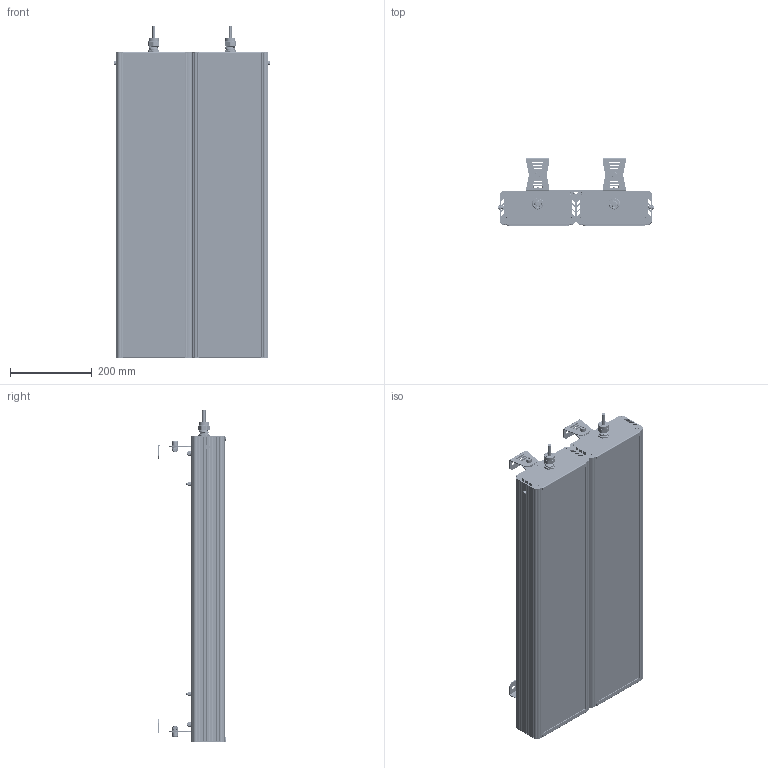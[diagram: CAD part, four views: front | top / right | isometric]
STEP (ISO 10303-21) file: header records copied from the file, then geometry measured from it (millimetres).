
FILE_DESCRIPTION(('STEP AP214'), '1');
FILE_NAME('001.0096.48.000 - ÃÑÏ-Ýêñòðà-Îïòèê-2Åõ-300(2Õ150)', '', ('UNSPECIFIED'), ('UNSPECIFIED'), 'C3D Converter', 'C3D Toolkit', '');
FILE_SCHEMA(('AUTOMOTIVE_DESIGN { 1 0 10303 214 3 1 1}'));
Length unit declared in the file: millimetre
Products named in the file (46): 001.0096.48.000; 001.0065.01.000; #3859; #3918; #3977; #4062
Assembly tree (94 placements, depth 4):
  001.0096.48.000
    (unnamed)  x2
      (unnamed)
      (unnamed)
      (unnamed)
      (unnamed)
      (unnamed)
      (unnamed)
      (unnamed)
      (unnamed)
      (unnamed)
      (unnamed)
        (unnamed)
        (unnamed)
        (unnamed)  x13
        (unnamed)
        (unnamed)
        (unnamed)
        (unnamed)
        (unnamed)
        (unnamed)
        (unnamed)
      (unnamed)
        (unnamed)
    001.0065.01.000  x4
      (unnamed)
      (unnamed)
      (unnamed)
      (unnamed)
      (unnamed)
      (unnamed)
      (unnamed)
      (unnamed)
      (unnamed)
    (unnamed)
    (unnamed)
    (unnamed)  x2
    (unnamed)  x2
      (unnamed)
      (unnamed)
      (unnamed)
      (unnamed)
      #3859
      #3918
      #3977
      #4062
Bounding box: 384.84 x 164.62 x 814 mm (x, y, z)
Volume: 5105787.1 mm3; surface area: 3821996.9 mm2
Topology: 1168 solids, 1168 shells, 15810 faces, 35458 edges, 23528 vertices
Faces by surface type: plane 11204, cylinder 3648, bspline 550, cone 362, sphere 32, torus 14
Full cylindrical faces by diameter (mm): 1 x32, 2 x64, 2.5 x128, 2.8 x800, 3.2 x32, 3.5 x192, 4 x26, 4.917 x8, 5 x4, 6 x18, 6.375 x4, 6.6 x8, 7 x4, 8 x32, 8.5 x16, 9 x416, 10 x2, 11 x8, 12 x4, 12.5 x2, 13 x2, 13.333 x4, 16 x10, 17 x2, 18 x2, 18.5 x2, 19 x2, 20 x2, 21.5 x2, 22 x4
Entity records: 113079 total; most frequent: CARTESIAN_POINT 52672, DIRECTION 9468, ORIENTED_EDGE 8004, EDGE_CURVE 4002, AXIS2_PLACEMENT_3D 3443, VERTEX_POINT 2756, LINE 2582, VECTOR 2582
